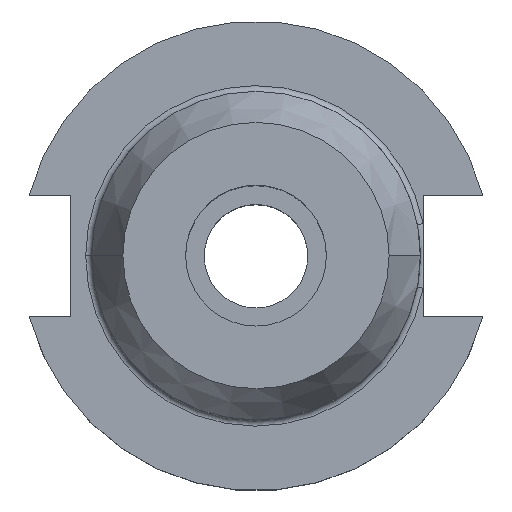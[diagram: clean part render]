
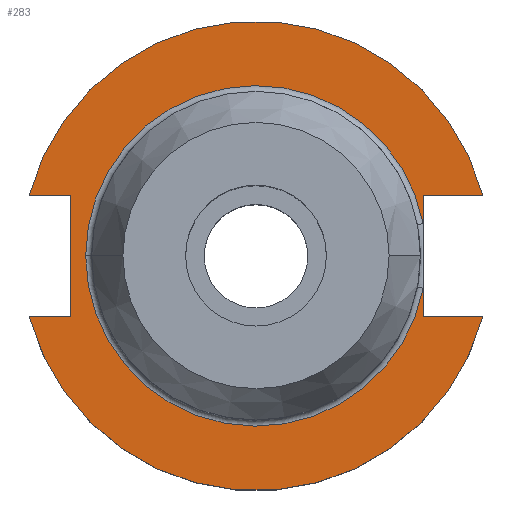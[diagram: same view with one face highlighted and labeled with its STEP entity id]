
A CAD part, top view. The second image highlights one B-rep face of the part: STEP entity #283.
In plain terms, the highlighted planar face has unit normal (0, 0, 1).
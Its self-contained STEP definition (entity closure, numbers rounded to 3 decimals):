
#1 = EDGE_CURVE ( 'NONE', #952, #113, #648, .T. ) ;
#39 = VERTEX_POINT ( 'NONE', #1299 ) ;
#81 = DIRECTION ( 'NONE',  ( 0., 0., 1. ) ) ;
#113 = VERTEX_POINT ( 'NONE', #494 ) ;
#124 = VERTEX_POINT ( 'NONE', #749 ) ;
#126 = VERTEX_POINT ( 'NONE', #289 ) ;
#129 = CARTESIAN_POINT ( 'NONE',  ( -61.091, -8.191, 19.05 ) ) ;
#131 = DIRECTION ( 'NONE',  ( 0., 0., -1. ) ) ;
#135 = VECTOR ( 'NONE', #1469, 1000. ) ;
#140 = ORIENTED_EDGE ( 'NONE', *, *, #1, .T. ) ;
#147 = CARTESIAN_POINT ( 'NONE',  ( -61.091, 8.191, 19.05 ) ) ;
#175 = VERTEX_POINT ( 'NONE', #193 ) ;
#183 = CARTESIAN_POINT ( 'NONE',  ( -30.675, -8.191, 19.05 ) ) ;
#187 = VECTOR ( 'NONE', #570, 1000. ) ;
#193 = CARTESIAN_POINT ( 'NONE',  ( 30.675, 8.191, 19.05 ) ) ;
#235 = DIRECTION ( 'NONE',  ( 1., 0., 0. ) ) ;
#283 = ADVANCED_FACE ( 'NONE', ( #1515 ), #702, .F. ) ;
#287 = EDGE_CURVE ( 'NONE', #175, #126, #584, .T. ) ;
#289 = CARTESIAN_POINT ( 'NONE',  ( -30.675, 8.191, 19.05 ) ) ;
#310 = CARTESIAN_POINT ( 'NONE',  ( -23.025, 0., 19.05 ) ) ;
#323 = CARTESIAN_POINT ( 'NONE',  ( 22.606, -8.191, 19.05 ) ) ;
#348 = CARTESIAN_POINT ( 'NONE',  ( 0., 8.191, 19.05 ) ) ;
#363 = CARTESIAN_POINT ( 'NONE',  ( 0., 22.225, 19.05 ) ) ;
#370 = DIRECTION ( 'NONE',  ( 0., 0., 1. ) ) ;
#371 = CARTESIAN_POINT ( 'NONE',  ( 22.606, 8.191, 19.05 ) ) ;
#378 = CIRCLE ( 'NONE', #999, 23.025 ) ;
#403 = EDGE_CURVE ( 'NONE', #796, #1113, #1056, .T. ) ;
#412 = CARTESIAN_POINT ( 'NONE',  ( 22.606, 22.225, 19.05 ) ) ;
#413 = DIRECTION ( 'NONE',  ( -1., 0., 0. ) ) ;
#460 = CARTESIAN_POINT ( 'NONE',  ( 0., 0., 19.05 ) ) ;
#464 = EDGE_CURVE ( 'NONE', #956, #113, #1150, .T. ) ;
#467 = DIRECTION ( 'NONE',  ( -1., 0., 0. ) ) ;
#494 = CARTESIAN_POINT ( 'NONE',  ( 30.675, -8.191, 19.05 ) ) ;
#512 = EDGE_CURVE ( 'NONE', #126, #124, #616, .T. ) ;
#524 = VECTOR ( 'NONE', #1356, 1000. ) ;
#551 = VECTOR ( 'NONE', #728, 1000. ) ;
#570 = DIRECTION ( 'NONE',  ( 0., -1., 0. ) ) ;
#584 = CIRCLE ( 'NONE', #630, 31.75 ) ;
#590 = LINE ( 'NONE', #129, #551 ) ;
#616 = LINE ( 'NONE', #147, #1305 ) ;
#628 = ORIENTED_EDGE ( 'NONE', *, *, #287, .T. ) ;
#630 = AXIS2_PLACEMENT_3D ( 'NONE', #818, #370, #678 ) ;
#632 = EDGE_CURVE ( 'NONE', #175, #1135, #1218, .T. ) ;
#648 = CIRCLE ( 'NONE', #1232, 31.75 ) ;
#671 = ORIENTED_EDGE ( 'NONE', *, *, #403, .T. ) ;
#678 = DIRECTION ( 'NONE',  ( 1., 0., 0. ) ) ;
#685 = LINE ( 'NONE', #817, #187 ) ;
#695 = DIRECTION ( 'NONE',  ( -1., 0., 0. ) ) ;
#702 = PLANE ( 'NONE',  #727 ) ;
#704 = ORIENTED_EDGE ( 'NONE', *, *, #632, .F. ) ;
#705 = ORIENTED_EDGE ( 'NONE', *, *, #966, .T. ) ;
#727 = AXIS2_PLACEMENT_3D ( 'NONE', #363, #1546, #695 ) ;
#728 = DIRECTION ( 'NONE',  ( 1., 0., 0. ) ) ;
#749 = CARTESIAN_POINT ( 'NONE',  ( -25.091, 8.191, 19.05 ) ) ;
#752 = EDGE_CURVE ( 'NONE', #952, #39, #590, .T. ) ;
#779 = LINE ( 'NONE', #1507, #852 ) ;
#796 = VERTEX_POINT ( 'NONE', #310 ) ;
#817 = CARTESIAN_POINT ( 'NONE',  ( -25.091, 8.191, 19.05 ) ) ;
#818 = CARTESIAN_POINT ( 'NONE',  ( 0., 0., 19.05 ) ) ;
#826 = ORIENTED_EDGE ( 'NONE', *, *, #752, .F. ) ;
#835 = ORIENTED_EDGE ( 'NONE', *, *, #853, .T. ) ;
#840 = CARTESIAN_POINT ( 'NONE',  ( 0., 0., 19.05 ) ) ;
#852 = VECTOR ( 'NONE', #1025, 1000. ) ;
#853 = EDGE_CURVE ( 'NONE', #964, #796, #378, .T. ) ;
#873 = LINE ( 'NONE', #412, #135 ) ;
#898 = VECTOR ( 'NONE', #467, 1000. ) ;
#952 = VERTEX_POINT ( 'NONE', #183 ) ;
#956 = VERTEX_POINT ( 'NONE', #323 ) ;
#964 = VERTEX_POINT ( 'NONE', #1397 ) ;
#965 = DIRECTION ( 'NONE',  ( -1., 0., 0. ) ) ;
#966 = EDGE_CURVE ( 'NONE', #1113, #1135, #779, .T. ) ;
#999 = AXIS2_PLACEMENT_3D ( 'NONE', #1458, #1109, #413 ) ;
#1025 = DIRECTION ( 'NONE',  ( 0., 1., 0. ) ) ;
#1041 = AXIS2_PLACEMENT_3D ( 'NONE', #840, #131, #965 ) ;
#1056 = CIRCLE ( 'NONE', #1041, 23.025 ) ;
#1109 = DIRECTION ( 'NONE',  ( 0., 0., -1. ) ) ;
#1111 = CARTESIAN_POINT ( 'NONE',  ( 0., -8.191, 19.05 ) ) ;
#1113 = VERTEX_POINT ( 'NONE', #1422 ) ;
#1135 = VERTEX_POINT ( 'NONE', #371 ) ;
#1150 = LINE ( 'NONE', #1111, #524 ) ;
#1209 = ORIENTED_EDGE ( 'NONE', *, *, #464, .F. ) ;
#1218 = LINE ( 'NONE', #348, #898 ) ;
#1223 = DIRECTION ( 'NONE',  ( 1., 0., 0. ) ) ;
#1232 = AXIS2_PLACEMENT_3D ( 'NONE', #460, #81, #235 ) ;
#1291 = EDGE_CURVE ( 'NONE', #124, #39, #685, .T. ) ;
#1299 = CARTESIAN_POINT ( 'NONE',  ( -25.091, -8.191, 19.05 ) ) ;
#1305 = VECTOR ( 'NONE', #1223, 1000. ) ;
#1334 = ORIENTED_EDGE ( 'NONE', *, *, #1437, .T. ) ;
#1356 = DIRECTION ( 'NONE',  ( 1., 0., 0. ) ) ;
#1375 = ORIENTED_EDGE ( 'NONE', *, *, #512, .T. ) ;
#1397 = CARTESIAN_POINT ( 'NONE',  ( 22.606, -4.373, 19.05 ) ) ;
#1422 = CARTESIAN_POINT ( 'NONE',  ( 22.606, 4.373, 19.05 ) ) ;
#1437 = EDGE_CURVE ( 'NONE', #956, #964, #873, .T. ) ;
#1458 = CARTESIAN_POINT ( 'NONE',  ( 0., 0., 19.05 ) ) ;
#1469 = DIRECTION ( 'NONE',  ( 0., 1., 0. ) ) ;
#1507 = CARTESIAN_POINT ( 'NONE',  ( 22.606, 22.225, 19.05 ) ) ;
#1515 = FACE_OUTER_BOUND ( 'NONE', #1537, .T. ) ;
#1537 = EDGE_LOOP ( 'NONE', ( #1334, #835, #671, #705, #704, #628, #1375, #1583, #826, #140, #1209 ) ) ;
#1546 = DIRECTION ( 'NONE',  ( 0., 0., -1. ) ) ;
#1583 = ORIENTED_EDGE ( 'NONE', *, *, #1291, .T. ) ;
